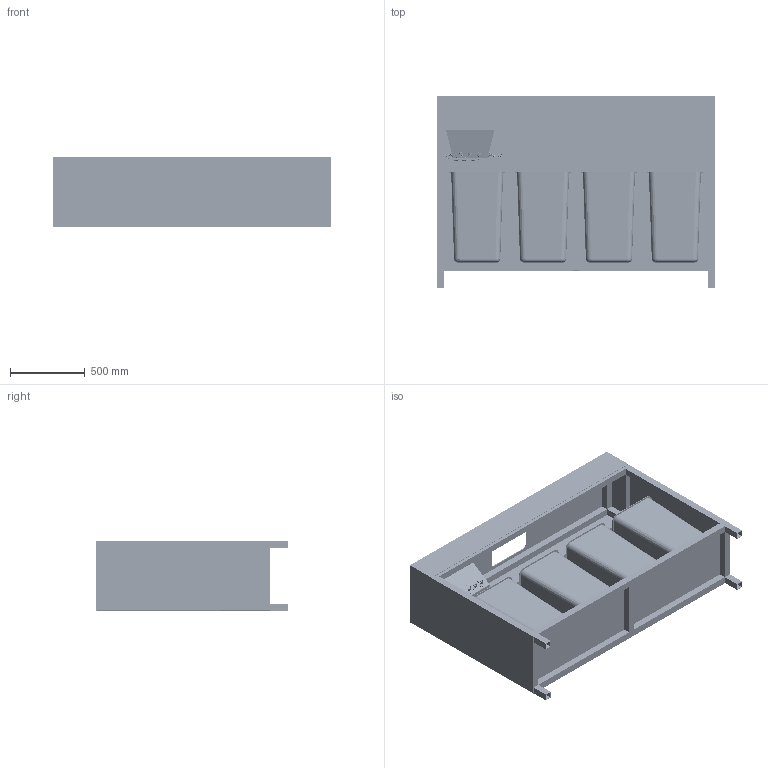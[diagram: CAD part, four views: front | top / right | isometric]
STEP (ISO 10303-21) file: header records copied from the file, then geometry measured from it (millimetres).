
FILE_DESCRIPTION(('FreeCAD Model'),'2;1');
FILE_NAME('Open CASCADE Shape Model','2025-05-09T05:48:16',('FreeCAD'),( 'FreeCAD'),'Open CASCADE STEP processor 7.6','FreeCAD','Unknown');
FILE_SCHEMA(('AUTOMOTIVE_DESIGN { 1 0 10303 214 1 1 1 1 }'));
Products named in the file (1): Open CASCADE STEP translator 7.6 1
Bounding box: 1862.79 x 1282.48 x 470.05 mm (x, y, z)
Volume: 37699863 mm3; surface area: 24754830.6 mm2
Topology: 93 solids, 93 shells, 1854 faces, 4644 edges, 3068 vertices
Faces by surface type: bspline 1854
Entity records: 225838 total; most frequent: CARTESIAN_POINT 199793, ORIENTED_EDGE 9168, EDGE_CURVE 4584, VERTEX_POINT 3044, B_SPLINE_CURVE_WITH_KNOTS 2188, FACE_BOUND 2138, EDGE_LOOP 2138, ADVANCED_FACE 1854
